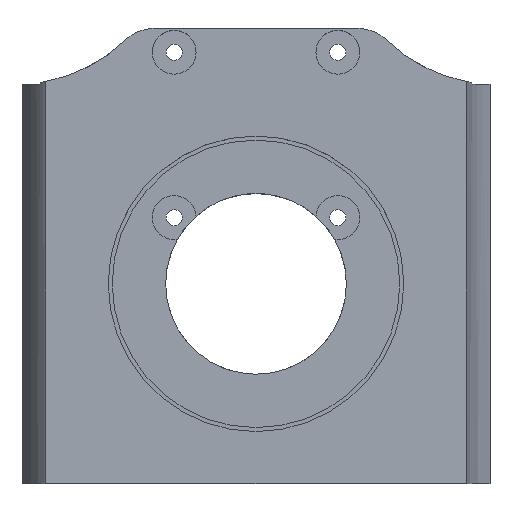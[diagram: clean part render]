
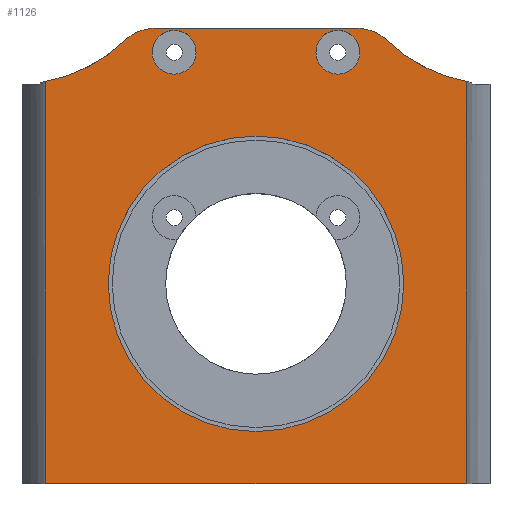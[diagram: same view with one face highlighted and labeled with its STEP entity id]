
A CAD part, top view. The second image highlights one B-rep face of the part: STEP entity #1126.
In plain terms, the highlighted planar face has unit normal (0, 0, 1).
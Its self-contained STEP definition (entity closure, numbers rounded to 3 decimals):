
#23=FACE_BOUND('',#352,.T.);
#24=FACE_BOUND('',#353,.T.);
#25=FACE_BOUND('',#354,.T.);
#94=LINE('',#1821,#175);
#95=LINE('',#1827,#176);
#96=LINE('',#1829,#177);
#97=LINE('',#1830,#178);
#175=VECTOR('',#1478,10.);
#176=VECTOR('',#1483,10.);
#177=VECTOR('',#1484,10.);
#178=VECTOR('',#1485,10.);
#282=FACE_OUTER_BOUND('',#351,.T.);
#351=EDGE_LOOP('',(#859,#860,#861,#862,#863,#864,#865,#866));
#352=EDGE_LOOP('',(#867));
#353=EDGE_LOOP('',(#868));
#354=EDGE_LOOP('',(#869));
#438=CIRCLE('',#1225,5.5);
#440=CIRCLE('',#1228,19.5);
#442=CIRCLE('',#1231,5.5);
#443=CIRCLE('',#1232,19.5);
#444=CIRCLE('',#1233,2.75);
#445=CIRCLE('',#1234,2.75);
#446=CIRCLE('',#1235,18.5);
#522=VERTEX_POINT('',#1802);
#523=VERTEX_POINT('',#1803);
#526=VERTEX_POINT('',#1811);
#528=VERTEX_POINT('',#1820);
#529=VERTEX_POINT('',#1822);
#530=VERTEX_POINT('',#1824);
#531=VERTEX_POINT('',#1826);
#532=VERTEX_POINT('',#1828);
#533=VERTEX_POINT('',#1831);
#534=VERTEX_POINT('',#1833);
#535=VERTEX_POINT('',#1835);
#649=EDGE_CURVE('',#522,#523,#438,.T.);
#653=EDGE_CURVE('',#523,#526,#440,.T.);
#656=EDGE_CURVE('',#522,#528,#94,.T.);
#657=EDGE_CURVE('',#529,#528,#442,.T.);
#658=EDGE_CURVE('',#530,#529,#443,.T.);
#659=EDGE_CURVE('',#530,#531,#95,.T.);
#660=EDGE_CURVE('',#531,#532,#96,.T.);
#661=EDGE_CURVE('',#532,#526,#97,.T.);
#662=EDGE_CURVE('',#533,#533,#444,.T.);
#663=EDGE_CURVE('',#534,#534,#445,.T.);
#664=EDGE_CURVE('',#535,#535,#446,.T.);
#859=ORIENTED_EDGE('',*,*,#649,.F.);
#860=ORIENTED_EDGE('',*,*,#656,.T.);
#861=ORIENTED_EDGE('',*,*,#657,.F.);
#862=ORIENTED_EDGE('',*,*,#658,.F.);
#863=ORIENTED_EDGE('',*,*,#659,.T.);
#864=ORIENTED_EDGE('',*,*,#660,.T.);
#865=ORIENTED_EDGE('',*,*,#661,.T.);
#866=ORIENTED_EDGE('',*,*,#653,.F.);
#867=ORIENTED_EDGE('',*,*,#662,.T.);
#868=ORIENTED_EDGE('',*,*,#663,.T.);
#869=ORIENTED_EDGE('',*,*,#664,.T.);
#1075=PLANE('',#1230);
#1126=ADVANCED_FACE('',(#282,#23,#24,#25),#1075,.T.);
#1225=AXIS2_PLACEMENT_3D('',#1804,#1464,#1465);
#1228=AXIS2_PLACEMENT_3D('',#1812,#1472,#1473);
#1230=AXIS2_PLACEMENT_3D('',#1819,#1476,#1477);
#1231=AXIS2_PLACEMENT_3D('',#1823,#1479,#1480);
#1232=AXIS2_PLACEMENT_3D('',#1825,#1481,#1482);
#1233=AXIS2_PLACEMENT_3D('',#1832,#1486,#1487);
#1234=AXIS2_PLACEMENT_3D('',#1834,#1488,#1489);
#1235=AXIS2_PLACEMENT_3D('',#1836,#1490,#1491);
#1464=DIRECTION('center_axis',(0.,0.,-1.));
#1465=DIRECTION('ref_axis',(0.374,0.927,0.));
#1472=DIRECTION('center_axis',(0.,0.,1.));
#1473=DIRECTION('ref_axis',(-0.035,-0.999,0.));
#1476=DIRECTION('center_axis',(0.,0.,1.));
#1477=DIRECTION('ref_axis',(-1.,0.,0.));
#1478=DIRECTION('',(-1.,0.,0.));
#1479=DIRECTION('center_axis',(0.,0.,-1.));
#1480=DIRECTION('ref_axis',(-0.374,0.927,0.));
#1481=DIRECTION('center_axis',(0.,0.,1.));
#1482=DIRECTION('ref_axis',(0.768,-0.64,0.));
#1483=DIRECTION('',(0.,-1.,0.));
#1484=DIRECTION('',(1.,0.,0.));
#1485=DIRECTION('',(0.,1.,0.));
#1486=DIRECTION('center_axis',(0.,0.,-1.));
#1487=DIRECTION('ref_axis',(-1.,0.,0.));
#1488=DIRECTION('center_axis',(0.,0.,-1.));
#1489=DIRECTION('ref_axis',(-1.,0.,0.));
#1490=DIRECTION('center_axis',(0.,0.,-1.));
#1491=DIRECTION('ref_axis',(-1.,0.,0.));
#1802=CARTESIAN_POINT('',(12.615,32.,58.));
#1803=CARTESIAN_POINT('',(16.434,30.457,58.));
#1804=CARTESIAN_POINT('Origin',(12.615,26.5,58.));
#1811=CARTESIAN_POINT('',(26.35,25.328,58.));
#1812=CARTESIAN_POINT('Origin',(29.976,44.488,58.));
#1819=CARTESIAN_POINT('Origin',(0.,3.5,58.));
#1820=CARTESIAN_POINT('',(-12.615,32.,58.));
#1821=CARTESIAN_POINT('',(15.,32.,58.));
#1822=CARTESIAN_POINT('',(-16.434,30.457,58.));
#1823=CARTESIAN_POINT('Origin',(-12.615,26.5,58.));
#1824=CARTESIAN_POINT('',(-26.35,25.328,58.));
#1825=CARTESIAN_POINT('Origin',(-29.976,44.488,58.));
#1826=CARTESIAN_POINT('',(-26.35,-25.,58.));
#1827=CARTESIAN_POINT('',(-26.35,-25.,58.));
#1828=CARTESIAN_POINT('',(26.35,-25.,58.));
#1829=CARTESIAN_POINT('',(-29.3,-25.,58.));
#1830=CARTESIAN_POINT('',(26.35,-25.,58.));
#1831=CARTESIAN_POINT('',(13.,29.,58.));
#1832=CARTESIAN_POINT('Origin',(10.25,29.,58.));
#1833=CARTESIAN_POINT('',(-7.5,29.,58.));
#1834=CARTESIAN_POINT('Origin',(-10.25,29.,58.));
#1835=CARTESIAN_POINT('',(18.5,0.,58.));
#1836=CARTESIAN_POINT('Origin',(0.,0.,
58.));
